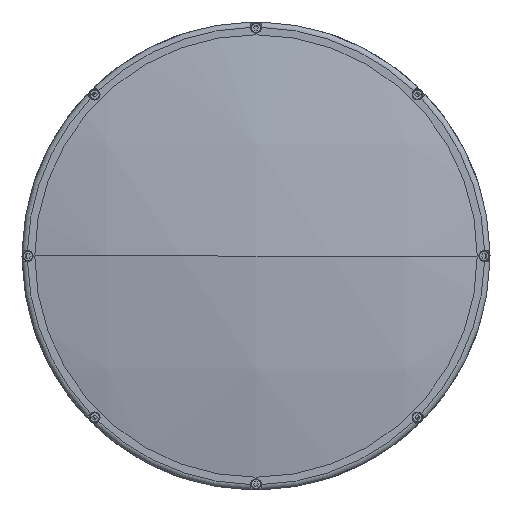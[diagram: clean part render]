
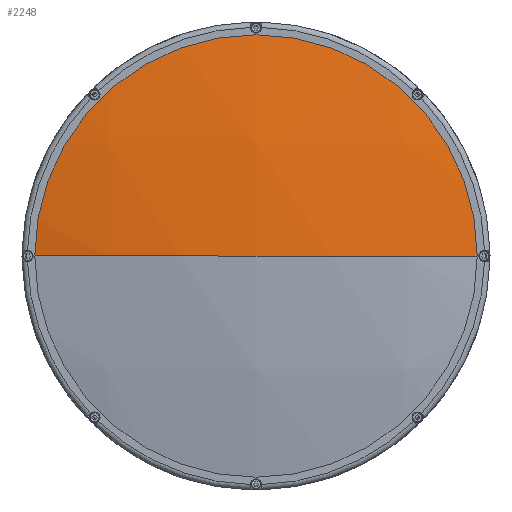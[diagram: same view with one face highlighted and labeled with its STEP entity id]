
A CAD part, left-side view. The second image highlights one B-rep face of the part: STEP entity #2248.
In plain terms, the highlighted spherical face has radius 606 mm.
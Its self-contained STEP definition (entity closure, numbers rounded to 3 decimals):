
#86 = VERTEX_POINT ( 'NONE', #7308 ) ;
#575 = DIRECTION ( 'NONE',  ( 0., 0., 1. ) ) ;
#639 = DIRECTION ( 'NONE',  ( -1., 0., 0. ) ) ;
#1464 = VERTEX_POINT ( 'NONE', #3767 ) ;
#1631 = CIRCLE ( 'NONE', #5728, 606. ) ;
#2248 = ADVANCED_FACE ( 'NONE', ( #3114 ), #4268, .T. ) ;
#2785 = AXIS2_PLACEMENT_3D ( 'NONE', #6119, #639, #4328 ) ;
#2808 = ORIENTED_EDGE ( 'NONE', *, *, #4067, .T. ) ;
#2895 = AXIS2_PLACEMENT_3D ( 'NONE', #3075, #575, #4314 ) ;
#3075 = CARTESIAN_POINT ( 'NONE',  ( 38.342, 0., 0. ) ) ;
#3114 = FACE_OUTER_BOUND ( 'NONE', #3245, .T. ) ;
#3245 = EDGE_LOOP ( 'NONE', ( #2808, #4654, #5978 ) ) ;
#3767 = CARTESIAN_POINT ( 'NONE',  ( -554.647, 124.9, 0. ) ) ;
#3975 = DIRECTION ( 'NONE',  ( 0., 0., -1. ) ) ;
#4067 = EDGE_CURVE ( 'NONE', #86, #1464, #4440, .T. ) ;
#4268 = SPHERICAL_SURFACE ( 'NONE', #2895, 606. ) ;
#4314 = DIRECTION ( 'NONE',  ( 0., -1., 0. ) ) ;
#4328 = DIRECTION ( 'NONE',  ( 0., 0., -1. ) ) ;
#4440 = CIRCLE ( 'NONE', #2785, 124.9 ) ;
#4654 = ORIENTED_EDGE ( 'NONE', *, *, #7512, .T. ) ;
#4924 = AXIS2_PLACEMENT_3D ( 'NONE', #7152, #3975, #5832 ) ;
#5633 = CARTESIAN_POINT ( 'NONE',  ( 38.342, 0., 0. ) ) ;
#5728 = AXIS2_PLACEMENT_3D ( 'NONE', #5633, #7386, #6832 ) ;
#5832 = DIRECTION ( 'NONE',  ( 0., 1., 0. ) ) ;
#5978 = ORIENTED_EDGE ( 'NONE', *, *, #6864, .F. ) ;
#6090 = CIRCLE ( 'NONE', #4924, 606. ) ;
#6119 = CARTESIAN_POINT ( 'NONE',  ( -554.647, 0., 0. ) ) ;
#6145 = VERTEX_POINT ( 'NONE', #6933 ) ;
#6832 = DIRECTION ( 'NONE',  ( 0., -1., 0. ) ) ;
#6864 = EDGE_CURVE ( 'NONE', #86, #6145, #6090, .T. ) ;
#6933 = CARTESIAN_POINT ( 'NONE',  ( -567.658, 0., 0. ) ) ;
#7152 = CARTESIAN_POINT ( 'NONE',  ( 38.342, 0., 0. ) ) ;
#7308 = CARTESIAN_POINT ( 'NONE',  ( -554.647, -124.9, 0. ) ) ;
#7386 = DIRECTION ( 'NONE',  ( 0., 0., 1. ) ) ;
#7512 = EDGE_CURVE ( 'NONE', #1464, #6145, #1631, .T. ) ;
